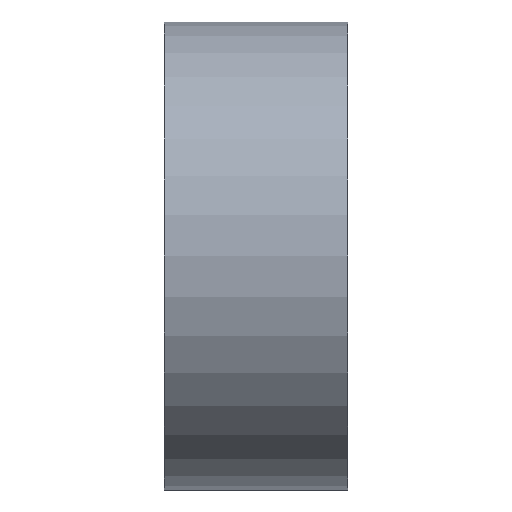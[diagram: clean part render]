
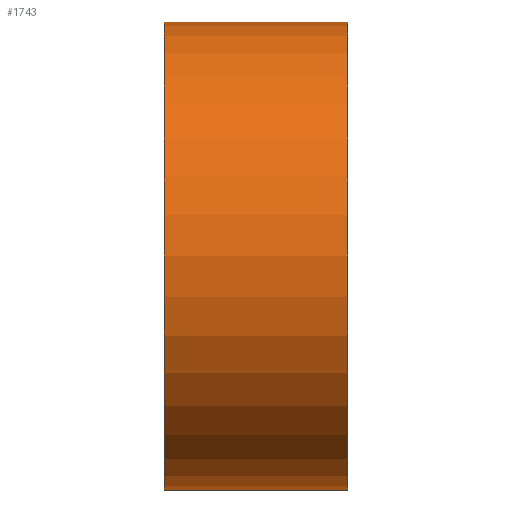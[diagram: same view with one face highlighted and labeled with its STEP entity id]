
A CAD part, left-side view. The second image highlights one B-rep face of the part: STEP entity #1743.
In plain terms, the highlighted cylindrical face has radius 28.5 mm (diameter 57 mm), a partial arc.
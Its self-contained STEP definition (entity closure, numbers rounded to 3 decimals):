
#132 = CARTESIAN_POINT ( 'NONE',  ( 0., 22.4, -28.5 ) ) ;
#135 = CIRCLE ( 'NONE', #1554, 28.5 ) ;
#158 = ORIENTED_EDGE ( 'NONE', *, *, #458, .F. ) ;
#185 = VECTOR ( 'NONE', #669, 1000. ) ;
#224 = EDGE_CURVE ( 'NONE', #1432, #433, #932, .T. ) ;
#317 = CARTESIAN_POINT ( 'NONE',  ( 0., 22.4, 28.5 ) ) ;
#361 = CIRCLE ( 'NONE', #1644, 28.5 ) ;
#433 = VERTEX_POINT ( 'NONE', #454 ) ;
#441 = DIRECTION ( 'NONE',  ( 0., 0., 1. ) ) ;
#448 = VECTOR ( 'NONE', #1410, 1000. ) ;
#454 = CARTESIAN_POINT ( 'NONE',  ( 0., 0., -28.5 ) ) ;
#458 = EDGE_CURVE ( 'NONE', #862, #1002, #1152, .T. ) ;
#499 = FACE_OUTER_BOUND ( 'NONE', #1288, .T. ) ;
#655 = CARTESIAN_POINT ( 'NONE',  ( 0., 0., 28.5 ) ) ;
#668 = DIRECTION ( 'NONE',  ( 0., -1., 0. ) ) ;
#669 = DIRECTION ( 'NONE',  ( 0., -1., 0. ) ) ;
#720 = CARTESIAN_POINT ( 'NONE',  ( 0., 22.4, 28.5 ) ) ;
#790 = ORIENTED_EDGE ( 'NONE', *, *, #1006, .F. ) ;
#821 = AXIS2_PLACEMENT_3D ( 'NONE', #931, #668, #1057 ) ;
#859 = EDGE_CURVE ( 'NONE', #433, #1002, #361, .T. ) ;
#862 = VERTEX_POINT ( 'NONE', #720 ) ;
#920 = DIRECTION ( 'NONE',  ( 0., 1., 0. ) ) ;
#931 = CARTESIAN_POINT ( 'NONE',  ( 0., 22.4, 0. ) ) ;
#932 = LINE ( 'NONE', #952, #185 ) ;
#952 = CARTESIAN_POINT ( 'NONE',  ( 0., 22.4, -28.5 ) ) ;
#1002 = VERTEX_POINT ( 'NONE', #655 ) ;
#1006 = EDGE_CURVE ( 'NONE', #1432, #862, #135, .T. ) ;
#1055 = CARTESIAN_POINT ( 'NONE',  ( 0., 22.4, 0. ) ) ;
#1057 = DIRECTION ( 'NONE',  ( 0., 0., -1. ) ) ;
#1127 = CARTESIAN_POINT ( 'NONE',  ( 0., 0., 0. ) ) ;
#1152 = LINE ( 'NONE', #317, #448 ) ;
#1288 = EDGE_LOOP ( 'NONE', ( #158, #790, #1442, #1307 ) ) ;
#1291 = DIRECTION ( 'NONE',  ( 0., 1., 0. ) ) ;
#1307 = ORIENTED_EDGE ( 'NONE', *, *, #859, .T. ) ;
#1410 = DIRECTION ( 'NONE',  ( 0., -1., 0. ) ) ;
#1432 = VERTEX_POINT ( 'NONE', #132 ) ;
#1442 = ORIENTED_EDGE ( 'NONE', *, *, #224, .T. ) ;
#1554 = AXIS2_PLACEMENT_3D ( 'NONE', #1055, #920, #1719 ) ;
#1644 = AXIS2_PLACEMENT_3D ( 'NONE', #1127, #1291, #441 ) ;
#1719 = DIRECTION ( 'NONE',  ( 0., 0., 1. ) ) ;
#1734 = CYLINDRICAL_SURFACE ( 'NONE', #821, 28.5 ) ;
#1743 = ADVANCED_FACE ( 'NONE', ( #499 ), #1734, .T. ) ;
